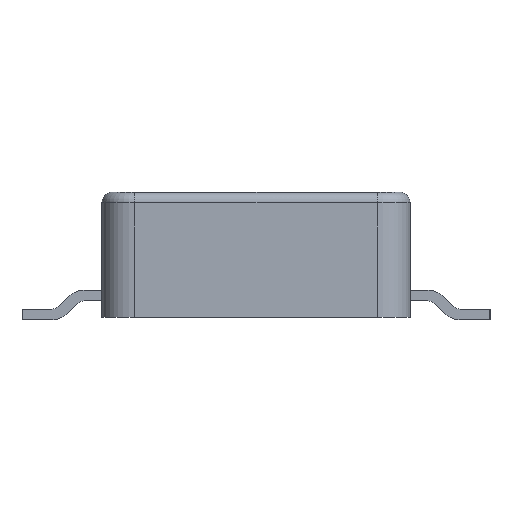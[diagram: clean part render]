
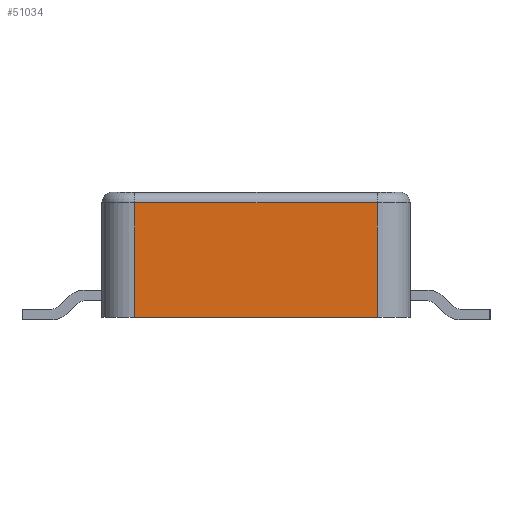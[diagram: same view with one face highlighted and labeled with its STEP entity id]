
A CAD part, left-side view. The second image highlights one B-rep face of the part: STEP entity #51034.
In plain terms, the highlighted planar face has unit normal (-1, 0, 0).
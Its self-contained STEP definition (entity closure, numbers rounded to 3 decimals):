
#3033 = CARTESIAN_POINT ( 'NONE',  ( -0.975, -1.415, 0.05 ) ) ;
#4263 = EDGE_CURVE ( 'NONE', #84121, #84240, #17927, .T. ) ;
#4777 = CARTESIAN_POINT ( 'NONE',  ( -0.975, -1.115, 1.2 ) ) ;
#4991 = CARTESIAN_POINT ( 'NONE',  ( -0.975, 1.115, 1.2 ) ) ;
#6606 = EDGE_LOOP ( 'NONE', ( #37679, #35809, #73094, #13463 ) ) ;
#11356 = DIRECTION ( 'NONE',  ( 0., 0., -1. ) ) ;
#13463 = ORIENTED_EDGE ( 'NONE', *, *, #74082, .T. ) ;
#15851 = VECTOR ( 'NONE', #24075, 1000. ) ;
#16112 = AXIS2_PLACEMENT_3D ( 'NONE', #31116, #83052, #11356 ) ;
#17927 = LINE ( 'NONE', #4777, #15851 ) ;
#18140 = LINE ( 'NONE', #4991, #32491 ) ;
#22812 = LINE ( 'NONE', #3033, #53074 ) ;
#22834 = DIRECTION ( 'NONE',  ( 0., 1., 0. ) ) ;
#24075 = DIRECTION ( 'NONE',  ( 0., 0., 1. ) ) ;
#31116 = CARTESIAN_POINT ( 'NONE',  ( -0.975, -1.415, 1.2 ) ) ;
#31903 = CARTESIAN_POINT ( 'NONE',  ( -0.975, -1.115, 1.1 ) ) ;
#32491 = VECTOR ( 'NONE', #56622, 1000. ) ;
#35809 = ORIENTED_EDGE ( 'NONE', *, *, #58655, .T. ) ;
#35978 = LINE ( 'NONE', #49034, #43276 ) ;
#37679 = ORIENTED_EDGE ( 'NONE', *, *, #4263, .T. ) ;
#38688 = CARTESIAN_POINT ( 'NONE',  ( -0.975, 1.115, 1.1 ) ) ;
#43276 = VECTOR ( 'NONE', #22834, 1000. ) ;
#43370 = DIRECTION ( 'NONE',  ( 0., -1., 0. ) ) ;
#43811 = PLANE ( 'NONE',  #16112 ) ;
#45419 = CARTESIAN_POINT ( 'NONE',  ( -0.975, -1.115, 0.05 ) ) ;
#47993 = VERTEX_POINT ( 'NONE', #38688 ) ;
#48086 = VERTEX_POINT ( 'NONE', #66155 ) ;
#49034 = CARTESIAN_POINT ( 'NONE',  ( -0.975, 1.115, 1.1 ) ) ;
#50766 = FACE_OUTER_BOUND ( 'NONE', #6606, .T. ) ;
#51034 = ADVANCED_FACE ( 'NONE', ( #50766 ), #43811, .F. ) ;
#53074 = VECTOR ( 'NONE', #43370, 1000. ) ;
#56622 = DIRECTION ( 'NONE',  ( 0., 0., -1. ) ) ;
#58655 = EDGE_CURVE ( 'NONE', #84240, #47993, #35978, .T. ) ;
#60027 = EDGE_CURVE ( 'NONE', #47993, #48086, #18140, .T. ) ;
#66155 = CARTESIAN_POINT ( 'NONE',  ( -0.975, 1.115, 0.05 ) ) ;
#73094 = ORIENTED_EDGE ( 'NONE', *, *, #60027, .T. ) ;
#74082 = EDGE_CURVE ( 'NONE', #48086, #84121, #22812, .T. ) ;
#83052 = DIRECTION ( 'NONE',  ( 1., 0., 0. ) ) ;
#84121 = VERTEX_POINT ( 'NONE', #45419 ) ;
#84240 = VERTEX_POINT ( 'NONE', #31903 ) ;
